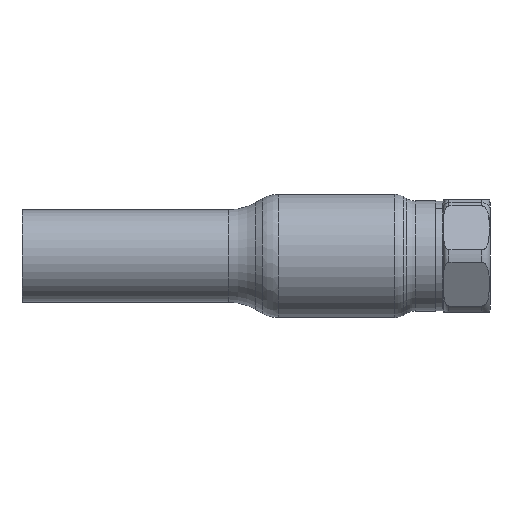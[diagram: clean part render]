
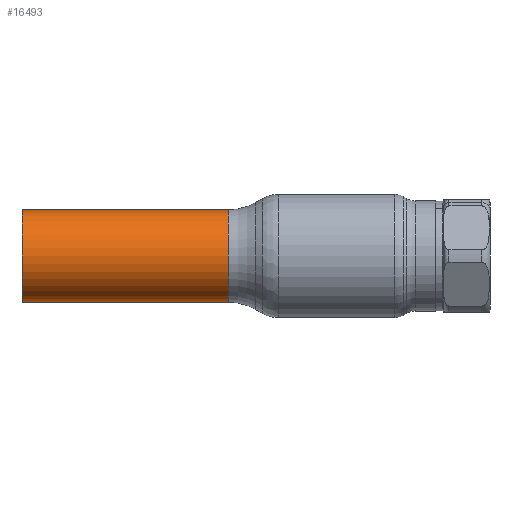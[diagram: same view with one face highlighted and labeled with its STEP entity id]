
A CAD part, front view. The second image highlights one B-rep face of the part: STEP entity #16493.
In plain terms, the highlighted cylindrical face has radius 16.85 mm (diameter 33.7 mm), a partial arc.
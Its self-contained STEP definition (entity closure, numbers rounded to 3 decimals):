
#1436 = CARTESIAN_POINT ( 'NONE',  ( -115., 0., -16.85 ) ) ;
#2019 = EDGE_CURVE ( 'NONE', #14927, #30348, #22114, .T. ) ;
#7555 = DIRECTION ( 'NONE',  ( 0., 0., 1. ) ) ;
#8540 = CARTESIAN_POINT ( 'NONE',  ( -39.645, 0., -16.85 ) ) ;
#8875 = CIRCLE ( 'NONE', #48861, 16.85 ) ;
#10994 = DIRECTION ( 'NONE',  ( -1., 0., 0. ) ) ;
#12197 = VECTOR ( 'NONE', #52459, 1000. ) ;
#12499 = DIRECTION ( 'NONE',  ( -1., 0., 0. ) ) ;
#13662 = DIRECTION ( 'NONE',  ( 0., 0., 1. ) ) ;
#14927 = VERTEX_POINT ( 'NONE', #8540 ) ;
#16493 = ADVANCED_FACE ( 'NONE', ( #50580 ), #36283, .T. ) ;
#21627 = CARTESIAN_POINT ( 'NONE',  ( -39.645, 0., 0. ) ) ;
#22114 = CIRCLE ( 'NONE', #24085, 16.85 ) ;
#24085 = AXIS2_PLACEMENT_3D ( 'NONE', #21627, #12499, #13662 ) ;
#28957 = EDGE_CURVE ( 'NONE', #48000, #32520, #8875, .T. ) ;
#29057 = ORIENTED_EDGE ( 'NONE', *, *, #2019, .T. ) ;
#30336 = CARTESIAN_POINT ( 'NONE',  ( -115., 0., 16.85 ) ) ;
#30348 = VERTEX_POINT ( 'NONE', #52605 ) ;
#31686 = ORIENTED_EDGE ( 'NONE', *, *, #33418, .T. ) ;
#32520 = VERTEX_POINT ( 'NONE', #30336 ) ;
#32697 = CARTESIAN_POINT ( 'NONE',  ( -62.69, 0., 16.85 ) ) ;
#33418 = EDGE_CURVE ( 'NONE', #30348, #32520, #50346, .T. ) ;
#36283 = CYLINDRICAL_SURFACE ( 'NONE', #41587, 16.85 ) ;
#37505 = ORIENTED_EDGE ( 'NONE', *, *, #49038, .F. ) ;
#38764 = LINE ( 'NONE', #39676, #12197 ) ;
#39109 = DIRECTION ( 'NONE',  ( 0., 0., 1. ) ) ;
#39676 = CARTESIAN_POINT ( 'NONE',  ( -62.69, 0., -16.85 ) ) ;
#41587 = AXIS2_PLACEMENT_3D ( 'NONE', #45427, #49402, #7555 ) ;
#41831 = DIRECTION ( 'NONE',  ( -1., 0., 0. ) ) ;
#45427 = CARTESIAN_POINT ( 'NONE',  ( -62.69, 0., 0. ) ) ;
#48000 = VERTEX_POINT ( 'NONE', #1436 ) ;
#48833 = CARTESIAN_POINT ( 'NONE',  ( -115., 0., 0. ) ) ;
#48861 = AXIS2_PLACEMENT_3D ( 'NONE', #48833, #10994, #39109 ) ;
#49038 = EDGE_CURVE ( 'NONE', #14927, #48000, #38764, .T. ) ;
#49166 = ORIENTED_EDGE ( 'NONE', *, *, #28957, .F. ) ;
#49402 = DIRECTION ( 'NONE',  ( -1., 0., 0. ) ) ;
#50346 = LINE ( 'NONE', #32697, #56527 ) ;
#50580 = FACE_OUTER_BOUND ( 'NONE', #57652, .T. ) ;
#52459 = DIRECTION ( 'NONE',  ( -1., 0., 0. ) ) ;
#52605 = CARTESIAN_POINT ( 'NONE',  ( -39.645, 0., 16.85 ) ) ;
#56527 = VECTOR ( 'NONE', #41831, 1000. ) ;
#57652 = EDGE_LOOP ( 'NONE', ( #37505, #29057, #31686, #49166 ) ) ;
